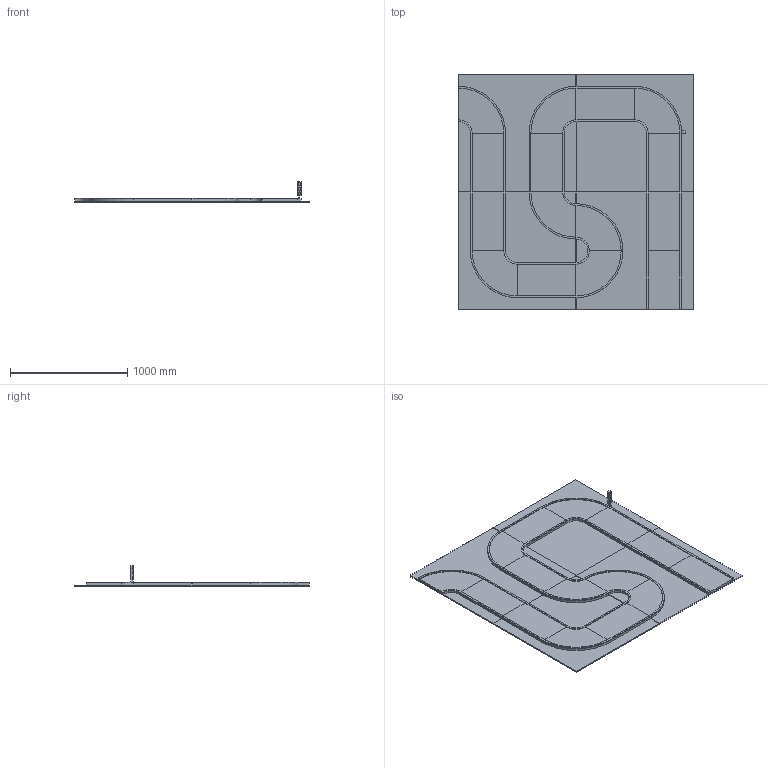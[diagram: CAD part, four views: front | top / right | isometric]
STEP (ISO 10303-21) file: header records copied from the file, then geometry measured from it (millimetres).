
FILE_DESCRIPTION(/* description */ (''),/* implementation_level */ '2;1');
FILE_NAME(/* name */ 'assy_mission_traffic_light.stp',/* time_stamp */ '2017-11-17T07:52:33+09:00',/* author */ ('Platform'),/* organization */ (''),/* preprocessor_version */ 'ST-DEVELOPER v16.13',/* originating_system */ 'Autodesk Inventor 2018',/* authorisation */ '');
FILE_SCHEMA (('AUTOMOTIVE_DESIGN { 1 0 10303 214 3 1 1 }'));
Products named in the file (12): assy_mission_traffic_light; assy_lower_plates; lower_plate v1; assy_curved_left; assy_curved_right; upper_plate_curve v1; curved_line_big; curved_line_sml; assy_straight; upper_plate_straight v1; straight_line; trafficlight
Assembly tree (30 placements, depth 3):
  assy_mission_traffic_light
    assy_lower_plates
      lower_plate v1  x4
    assy_straight  x8
      upper_plate_straight v1
      straight_line
    assy_curved_left  x4
      upper_plate_curve v1
      curved_line_big
      curved_line_sml
    assy_curved_right  x3
      upper_plate_curve v1
      curved_line_big
      curved_line_sml
    trafficlight
Bounding box: 2000 x 2000 x 175 mm (x, y, z)
Volume: 114574055.2 mm3; surface area: 16908965.2 mm2
Topology: 64 solids, 64 shells, 398 faces, 801 edges, 534 vertices
Faces by surface type: plane 325, cylinder 73
Full cylindrical faces by diameter (mm): 25 x3
Entity records: 2464 total; most frequent: DIRECTION 386, CARTESIAN_POINT 343, ORIENTED_EDGE 276, EDGE_CURVE 138, AXIS2_PLACEMENT_3D 137, LINE 112, VECTOR 112, VERTEX_POINT 94
